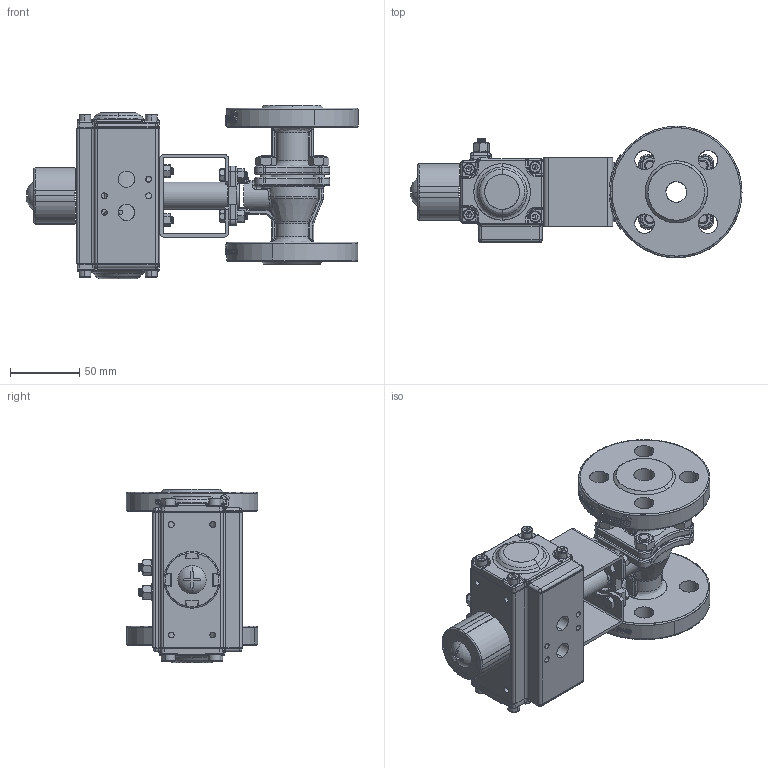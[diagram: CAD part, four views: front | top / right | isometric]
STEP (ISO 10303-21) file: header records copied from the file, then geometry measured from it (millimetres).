
FILE_DESCRIPTION (( 'STEP AP203' ), '1' );
FILE_NAME ('PK05_DN15 (PK05000003).STEP', '2022-08-11T07:50:52', ( '' ), ( '' ), 'SwSTEP 2.0', 'SolidWorks 2021', '' );
FILE_SCHEMA (( 'CONFIG_CONTROL_DESIGN' ));
Length unit declared in the file: metre
Products named in the file (1): PK05_DN15 (PK05000003)
Bounding box: 240.2 x 95.1 x 125.5 mm (x, y, z)
Surface area: 144843.5 mm2 (no closed solid volume)
Topology: 0 solids, 1175 shells, 1685 faces, 7162 edges, 6497 vertices
Faces by surface type: bspline 499, plane 475, cylinder 473, cone 236, sphere 2
Entity records: 114477 total; most frequent: CARTESIAN_POINT 62164, DIRECTION 9305, ORIENTED_EDGE 8211, EDGE_CURVE 7102, VERTEX_POINT 6497, AXIS2_PLACEMENT_3D 3345, VECTOR 2615, LINE 2615
